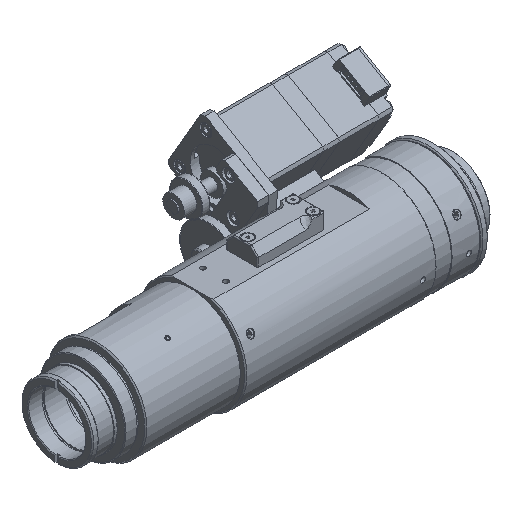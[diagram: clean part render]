
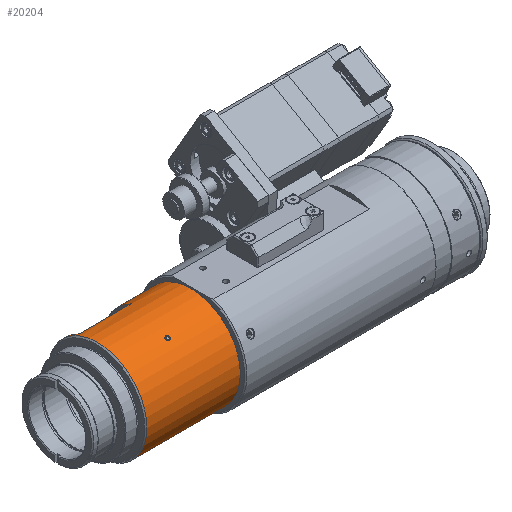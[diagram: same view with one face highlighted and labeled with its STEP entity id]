
A CAD part, isometric view. The second image highlights one B-rep face of the part: STEP entity #20204.
In plain terms, the highlighted cylindrical face has radius 21.907 mm (diameter 43.815 mm), a full revolution.
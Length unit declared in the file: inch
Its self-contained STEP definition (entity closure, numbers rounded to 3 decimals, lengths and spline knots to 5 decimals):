
#687=LINE('',#36007,#2057);
#688=LINE('',#36010,#2058);
#2057=VECTOR('',#25406,0.906);
#2058=VECTOR('',#25409,0.906);
#4829=CIRCLE('',#22014,0.8625);
#4830=CIRCLE('',#22015,0.8625);
#4831=CIRCLE('',#22016,0.8625);
#4832=CIRCLE('',#22017,0.8625);
#5787=FACE_BOUND('',#8268,.T.);
#5788=FACE_BOUND('',#8269,.T.);
#5789=FACE_BOUND('',#8270,.T.);
#6561=FACE_OUTER_BOUND('',#8267,.T.);
#8267=EDGE_LOOP('',(#15831));
#8268=EDGE_LOOP('',(#15832));
#8269=EDGE_LOOP('',(#15833,#15834,#15835,#15836));
#8270=EDGE_LOOP('',(#15837,#15838));
#9462=B_SPLINE_CURVE_WITH_KNOTS('',3,(#35961,#35962,#35963,#35964,#35965,
#35966,#35967,#35968,#35969,#35970,#35971,#35972,#35973,#35974,#35975,#35976,
#35977,#35978),.UNSPECIFIED.,.F.,.F.,(4,2,2,2,2,2,2,2,4),(0.13397,
0.16746,0.20095,0.23444,0.26793,
0.30142,0.33491,0.36841,0.4019),
 .UNSPECIFIED.);
#9463=B_SPLINE_CURVE_WITH_KNOTS('',3,(#35979,#35980,#35981,#35982,#35983,
#35984,#35985,#35986,#35987,#35988,#35989,#35990,#35991,#35992,#35993,#35994,
#35995,#35996,#35997),.UNSPECIFIED.,.F.,.F.,(4,2,2,2,3,2,2,2,4),(0.4019,
0.43539,0.46888,0.50237,0.53586,
0.56935,0.60285,0.63634,0.66983),
 .UNSPECIFIED.);
#10325=VERTEX_POINT('',#35959);
#10326=VERTEX_POINT('',#35960);
#10327=VERTEX_POINT('',#35999);
#10328=VERTEX_POINT('',#36001);
#10329=VERTEX_POINT('',#36003);
#10330=VERTEX_POINT('',#36004);
#10331=VERTEX_POINT('',#36006);
#10332=VERTEX_POINT('',#36008);
#12400=EDGE_CURVE('',#10325,#10326,#9462,.T.);
#12401=EDGE_CURVE('',#10326,#10325,#9463,.T.);
#12402=EDGE_CURVE('',#10327,#10327,#4829,.T.);
#12403=EDGE_CURVE('',#10328,#10328,#4830,.T.);
#12404=EDGE_CURVE('',#10329,#10330,#4831,.T.);
#12405=EDGE_CURVE('',#10330,#10331,#687,.T.);
#12406=EDGE_CURVE('',#10331,#10332,#4832,.T.);
#12407=EDGE_CURVE('',#10332,#10329,#688,.T.);
#15831=ORIENTED_EDGE('',*,*,#12402,.F.);
#15832=ORIENTED_EDGE('',*,*,#12403,.F.);
#15833=ORIENTED_EDGE('',*,*,#12404,.T.);
#15834=ORIENTED_EDGE('',*,*,#12405,.T.);
#15835=ORIENTED_EDGE('',*,*,#12406,.T.);
#15836=ORIENTED_EDGE('',*,*,#12407,.T.);
#15837=ORIENTED_EDGE('',*,*,#12400,.T.);
#15838=ORIENTED_EDGE('',*,*,#12401,.T.);
#19530=CYLINDRICAL_SURFACE('',#22013,0.8625);
#20204=ADVANCED_FACE('',(#6561,#5787,#5788,#5789),#19530,.T.);
#22013=AXIS2_PLACEMENT_3D('',#35998,#25398,#25399);
#22014=AXIS2_PLACEMENT_3D('',#36000,#25400,#25401);
#22015=AXIS2_PLACEMENT_3D('',#36002,#25402,#25403);
#22016=AXIS2_PLACEMENT_3D('',#36005,#25404,#25405);
#22017=AXIS2_PLACEMENT_3D('',#36009,#25407,#25408);
#25398=DIRECTION('center_axis',(1.,0.,0.));
#25399=DIRECTION('ref_axis',(0.,1.,0.));
#25400=DIRECTION('center_axis',(1.,0.,0.));
#25401=DIRECTION('ref_axis',(0.,-1.,0.));
#25402=DIRECTION('center_axis',(-1.,0.,0.));
#25403=DIRECTION('ref_axis',(0.,-1.,0.));
#25404=DIRECTION('center_axis',(1.,0.,0.));
#25405=DIRECTION('ref_axis',(0.,1.,0.));
#25406=DIRECTION('',(-1.,0.,0.));
#25407=DIRECTION('center_axis',(-1.,0.,0.));
#25408=DIRECTION('ref_axis',(0.,1.,0.));
#25409=DIRECTION('',(1.,0.,0.));
#35959=CARTESIAN_POINT('',(1.087,0.,-0.8625));
#35960=CARTESIAN_POINT('',(1.017,0.,-0.8625));
#35961=CARTESIAN_POINT('Ctrl Pts',(1.087,0.,-0.8625));
#35962=CARTESIAN_POINT('Ctrl Pts',(1.087,0.0044,-0.8625));
#35963=CARTESIAN_POINT('Ctrl Pts',(1.08612,0.00908,
-0.86246));
#35964=CARTESIAN_POINT('Ctrl Pts',(1.08255,0.01771,
-0.86233));
#35965=CARTESIAN_POINT('Ctrl Pts',(1.07986,0.02164,
-0.86223));
#35966=CARTESIAN_POINT('Ctrl Pts',(1.07364,0.02786,
-0.86206));
#35967=CARTESIAN_POINT('Ctrl Pts',(1.06971,0.03055,-0.86196));
#35968=CARTESIAN_POINT('Ctrl Pts',(1.06108,0.03412,
-0.86183));
#35969=CARTESIAN_POINT('Ctrl Pts',(1.0564,0.035,-0.86179));
#35970=CARTESIAN_POINT('Ctrl Pts',(1.0476,0.035,-0.86179));
#35971=CARTESIAN_POINT('Ctrl Pts',(1.04292,0.03412,
-0.86183));
#35972=CARTESIAN_POINT('Ctrl Pts',(1.03429,0.03055,-0.86196));
#35973=CARTESIAN_POINT('Ctrl Pts',(1.03036,0.02786,
-0.86206));
#35974=CARTESIAN_POINT('Ctrl Pts',(1.02414,0.02164,
-0.86223));
#35975=CARTESIAN_POINT('Ctrl Pts',(1.02145,0.01771,
-0.86233));
#35976=CARTESIAN_POINT('Ctrl Pts',(1.01788,0.00908,
-0.86246));
#35977=CARTESIAN_POINT('Ctrl Pts',(1.017,0.0044,-0.8625));
#35978=CARTESIAN_POINT('Ctrl Pts',(1.017,0.,-0.8625));
#35979=CARTESIAN_POINT('Ctrl Pts',(1.017,0.,-0.8625));
#35980=CARTESIAN_POINT('Ctrl Pts',(1.017,-0.0044,-0.8625));
#35981=CARTESIAN_POINT('Ctrl Pts',(1.01788,-0.00908,
-0.86246));
#35982=CARTESIAN_POINT('Ctrl Pts',(1.02145,-0.01771,
-0.86233));
#35983=CARTESIAN_POINT('Ctrl Pts',(1.02414,-0.02164,
-0.86223));
#35984=CARTESIAN_POINT('Ctrl Pts',(1.03036,-0.02786,
-0.86206));
#35985=CARTESIAN_POINT('Ctrl Pts',(1.03429,-0.03055,
-0.86196));
#35986=CARTESIAN_POINT('Ctrl Pts',(1.04292,-0.03412,
-0.86183));
#35987=CARTESIAN_POINT('Ctrl Pts',(1.0476,-0.035,-0.86179));
#35988=CARTESIAN_POINT('Ctrl Pts',(1.052,-0.035,-0.86179));
#35989=CARTESIAN_POINT('Ctrl Pts',(1.0564,-0.035,-0.86179));
#35990=CARTESIAN_POINT('Ctrl Pts',(1.06108,-0.03412,
-0.86183));
#35991=CARTESIAN_POINT('Ctrl Pts',(1.06971,-0.03055,
-0.86196));
#35992=CARTESIAN_POINT('Ctrl Pts',(1.07364,-0.02786,
-0.86206));
#35993=CARTESIAN_POINT('Ctrl Pts',(1.07986,-0.02164,
-0.86223));
#35994=CARTESIAN_POINT('Ctrl Pts',(1.08255,-0.01771,
-0.86233));
#35995=CARTESIAN_POINT('Ctrl Pts',(1.08612,-0.00908,
-0.86246));
#35996=CARTESIAN_POINT('Ctrl Pts',(1.087,-0.0044,-0.8625));
#35997=CARTESIAN_POINT('Ctrl Pts',(1.087,0.,-0.8625));
#35998=CARTESIAN_POINT('Origin',(1.0745,0.,0.));
#35999=CARTESIAN_POINT('',(1.888,0.8625,0.));
#36000=CARTESIAN_POINT('Origin',(1.888,0.,0.));
#36001=CARTESIAN_POINT('',(0.261,0.8625,0.));
#36002=CARTESIAN_POINT('Origin',(0.261,0.,0.));
#36003=CARTESIAN_POINT('',(1.22,-0.7125,0.48606));
#36004=CARTESIAN_POINT('',(1.22,-0.7125,-0.48606));
#36005=CARTESIAN_POINT('Origin',(1.22,0.,0.));
#36006=CARTESIAN_POINT('',(0.314,-0.7125,-0.48606));
#36007=CARTESIAN_POINT('',(1.0745,-0.7125,-0.48606));
#36008=CARTESIAN_POINT('',(0.314,-0.7125,0.48606));
#36009=CARTESIAN_POINT('Origin',(0.314,0.,0.));
#36010=CARTESIAN_POINT('',(1.0745,-0.7125,0.48606));
